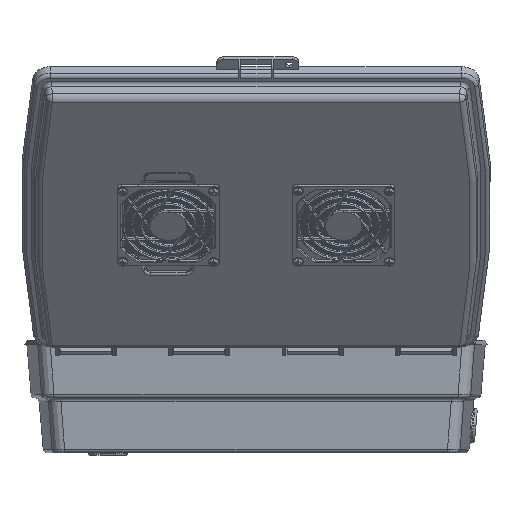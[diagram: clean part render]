
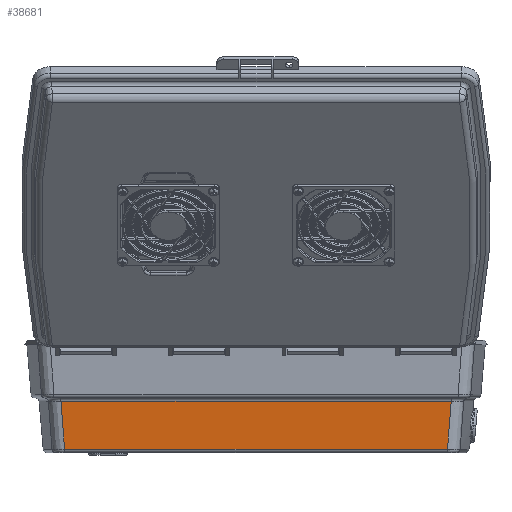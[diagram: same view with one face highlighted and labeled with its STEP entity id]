
A CAD part, left-side view. The second image highlights one B-rep face of the part: STEP entity #38681.
In plain terms, the highlighted face is planar.
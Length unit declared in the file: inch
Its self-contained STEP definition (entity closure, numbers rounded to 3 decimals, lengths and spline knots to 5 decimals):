
#104 = ORIENTED_EDGE ( 'NONE', *, *, #93059, .T. ) ;
#1567 = CARTESIAN_POINT ( 'NONE',  ( 4.94094, -6.02214, -1.5851 ) ) ;
#2689 = DIRECTION ( 'NONE',  ( 0., -1., 0. ) ) ;
#4652 = CARTESIAN_POINT ( 'NONE',  ( 4.8117, 6.2418, -0.10782 ) ) ;
#8650 = CARTESIAN_POINT ( 'NONE',  ( 4.85626, -5.94844, -0.61711 ) ) ;
#10316 = EDGE_CURVE ( 'NONE', #30429, #23791, #27495, .T. ) ;
#12709 = DIRECTION ( 'NONE',  ( 0., 1., 0. ) ) ;
#14506 = CARTESIAN_POINT ( 'NONE',  ( 4.94094, -6.02214, -1.5851 ) ) ;
#15493 = CARTESIAN_POINT ( 'NONE',  ( 4.89934, -5.98596, -1.10954 ) ) ;
#15609 = VECTOR ( 'NONE', #2689, 39.37008 ) ;
#15626 = B_SPLINE_CURVE_WITH_KNOTS ( 'NONE', 3,
 ( #68752, #84889, #61414, #31929, #24576, #90840, #16663 ),
 .UNSPECIFIED., .F., .F.,
 ( 4, 3, 4 ),
 ( 0.00276, 0.021, 0.04053 ),
 .UNSPECIFIED. ) ;
#16135 = ORIENTED_EDGE ( 'NONE', *, *, #59116, .T. ) ;
#16663 = CARTESIAN_POINT ( 'NONE',  ( 4.8117, 5.90959, -0.10782 ) ) ;
#20616 = CARTESIAN_POINT ( 'NONE',  ( 4.94094, 6.02214, -1.5851 ) ) ;
#23443 = DIRECTION ( 'NONE',  ( 0.996, 0., 0.087 ) ) ;
#23791 = VERTEX_POINT ( 'NONE', #1567 ) ;
#24576 = CARTESIAN_POINT ( 'NONE',  ( 4.85626, 5.94844, -0.61711 ) ) ;
#27495 = B_SPLINE_CURVE_WITH_KNOTS ( 'NONE', 3,
 ( #92844, #55597, #8650, #60772, #15493, #60282, #14506 ),
 .UNSPECIFIED., .F., .F.,
 ( 4, 3, 4 ),
 ( 0.00276, 0.02229, 0.04053 ),
 .UNSPECIFIED. ) ;
#27518 = LINE ( 'NONE', #57512, #91771 ) ;
#30429 = VERTEX_POINT ( 'NONE', #70185 ) ;
#31929 = CARTESIAN_POINT ( 'NONE',  ( 4.87854, 5.96784, -0.87176 ) ) ;
#38675 = FACE_OUTER_BOUND ( 'NONE', #39493, .T. ) ;
#38681 = ADVANCED_FACE ( 'NONE', ( #38675 ), #68587, .T. ) ;
#39493 = EDGE_LOOP ( 'NONE', ( #73901, #16135, #86996, #104 ) ) ;
#50513 = EDGE_CURVE ( 'NONE', #75124, #68600, #15626, .T. ) ;
#55597 = CARTESIAN_POINT ( 'NONE',  ( 4.83398, -5.92902, -0.36246 ) ) ;
#57512 = CARTESIAN_POINT ( 'NONE',  ( 4.94094, 6.2418, -1.5851 ) ) ;
#59116 = EDGE_CURVE ( 'NONE', #23791, #75124, #27518, .T. ) ;
#60282 = CARTESIAN_POINT ( 'NONE',  ( 4.92014, -6.00406, -1.34732 ) ) ;
#60772 = CARTESIAN_POINT ( 'NONE',  ( 4.87854, -5.96784, -0.87176 ) ) ;
#61414 = CARTESIAN_POINT ( 'NONE',  ( 4.89934, 5.98596, -1.10954 ) ) ;
#67638 = CARTESIAN_POINT ( 'NONE',  ( 4.80227, 6.2418, 0. ) ) ;
#68587 = PLANE ( 'NONE',  #95511 ) ;
#68600 = VERTEX_POINT ( 'NONE', #87759 ) ;
#68752 = CARTESIAN_POINT ( 'NONE',  ( 4.94094, 6.02214, -1.5851 ) ) ;
#69930 = LINE ( 'NONE', #4652, #15609 ) ;
#70185 = CARTESIAN_POINT ( 'NONE',  ( 4.8117, -5.90959, -0.10782 ) ) ;
#73901 = ORIENTED_EDGE ( 'NONE', *, *, #10316, .T. ) ;
#75124 = VERTEX_POINT ( 'NONE', #20616 ) ;
#84889 = CARTESIAN_POINT ( 'NONE',  ( 4.92014, 6.00406, -1.34732 ) ) ;
#86996 = ORIENTED_EDGE ( 'NONE', *, *, #50513, .T. ) ;
#87759 = CARTESIAN_POINT ( 'NONE',  ( 4.8117, 5.90959, -0.10782 ) ) ;
#89696 = DIRECTION ( 'NONE',  ( 0.087, 0., -0.996 ) ) ;
#90840 = CARTESIAN_POINT ( 'NONE',  ( 4.83398, 5.92902, -0.36246 ) ) ;
#91771 = VECTOR ( 'NONE', #12709, 39.37008 ) ;
#92844 = CARTESIAN_POINT ( 'NONE',  ( 4.8117, -5.90959, -0.10782 ) ) ;
#93059 = EDGE_CURVE ( 'NONE', #68600, #30429, #69930, .T. ) ;
#95511 = AXIS2_PLACEMENT_3D ( 'NONE', #67638, #23443, #89696 ) ;
